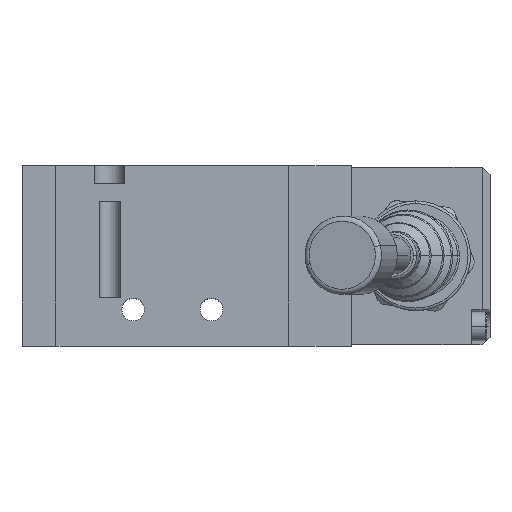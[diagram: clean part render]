
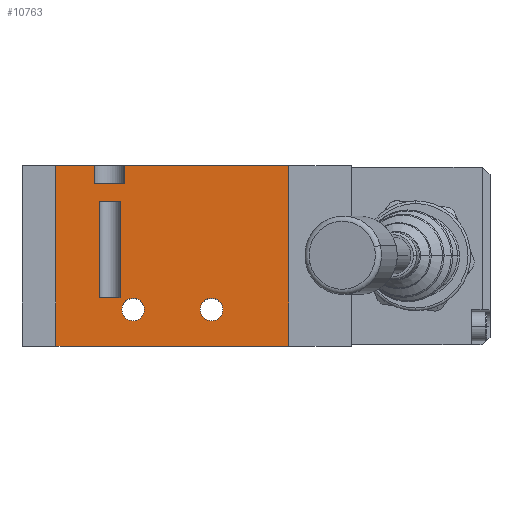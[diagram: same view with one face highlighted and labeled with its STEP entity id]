
A CAD part, top view. The second image highlights one B-rep face of the part: STEP entity #10763.
In plain terms, the highlighted planar face has unit normal (0, 0, 1).
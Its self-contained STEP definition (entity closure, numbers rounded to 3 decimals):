
#960 = FACE_BOUND ( 'NONE', #1296, .T. ) ;
#961 = FACE_BOUND ( 'NONE', #1297, .T. ) ;
#962 = FACE_OUTER_BOUND ( 'NONE', #1298, .T. ) ;
#963 = FACE_BOUND ( 'NONE', #1299, .T. ) ;
#1296 = EDGE_LOOP ( 'NONE', ( #6804, #6803 ) ) ;
#1297 = EDGE_LOOP ( 'NONE', ( #6802, #6801 ) ) ;
#1298 = EDGE_LOOP ( 'NONE', ( #6800, #6799, #6798, #6797, #6796, #6795, #6794, #6793 ) ) ;
#1299 = EDGE_LOOP ( 'NONE', ( #6792, #6791, #10239, #10240 ) ) ;
#1448 = AXIS2_PLACEMENT_3D ( 'NONE', #2365, #2366, #2367 ) ;
#1637 = AXIS2_PLACEMENT_3D ( 'NONE', #4046, #4047, #4048 ) ;
#1639 = AXIS2_PLACEMENT_3D ( 'NONE', #4056, #4057, #4058 ) ;
#1665 = AXIS2_PLACEMENT_3D ( 'NONE', #4182, #4183, #4184 ) ;
#1666 = AXIS2_PLACEMENT_3D ( 'NONE', #4185, #4186, #4187 ) ;
#2364 = PLANE ( 'NONE',  #1448 ) ;
#2365 = CARTESIAN_POINT ( 'NONE',  ( -22.25, -17.25, 11.5 ) ) ;
#2366 = DIRECTION ( 'NONE',  ( 0., 0., 1. ) ) ;
#2367 = DIRECTION ( 'NONE',  ( 1., 0., 0. ) ) ;
#3481 = CIRCLE ( 'NONE', #1637, 2.15 ) ;
#3487 = CIRCLE ( 'NONE', #1639, 2.15 ) ;
#3560 = CIRCLE ( 'NONE', #1665, 2.15 ) ;
#3561 = LINE ( 'NONE', #4188, #3563 ) ;
#3562 = CIRCLE ( 'NONE', #1666, 2.15 ) ;
#3563 = VECTOR ( 'NONE', #4189, 1000. ) ;
#3564 = LINE ( 'NONE', #4190, #3565 ) ;
#3565 = VECTOR ( 'NONE', #4191, 1000. ) ;
#3566 = LINE ( 'NONE', #4192, #3567 ) ;
#3567 = VECTOR ( 'NONE', #4193, 1000. ) ;
#3568 = LINE ( 'NONE', #4194, #3569 ) ;
#3569 = VECTOR ( 'NONE', #4195, 1000. ) ;
#3570 = LINE ( 'NONE', #4196, #3571 ) ;
#3571 = VECTOR ( 'NONE', #4197, 1000. ) ;
#3572 = LINE ( 'NONE', #4198, #3573 ) ;
#3573 = VECTOR ( 'NONE', #4199, 1000. ) ;
#3574 = LINE ( 'NONE', #4200, #3575 ) ;
#3575 = VECTOR ( 'NONE', #4201, 1000. ) ;
#3576 = LINE ( 'NONE', #4202, #3577 ) ;
#3577 = VECTOR ( 'NONE', #4203, 1000. ) ;
#3578 = LINE ( 'NONE', #4204, #3579 ) ;
#3579 = VECTOR ( 'NONE', #4205, 1000. ) ;
#3580 = LINE ( 'NONE', #4206, #3581 ) ;
#3581 = VECTOR ( 'NONE', #4207, 1000. ) ;
#3582 = LINE ( 'NONE', #4208, #3583 ) ;
#3583 = VECTOR ( 'NONE', #4209, 1000. ) ;
#3584 = LINE ( 'NONE', #4210, #3585 ) ;
#3585 = VECTOR ( 'NONE', #4211, 1000. ) ;
#4046 = CARTESIAN_POINT ( 'NONE',  ( -7.5, -10.25, 11.5 ) ) ;
#4047 = DIRECTION ( 'NONE',  ( 0., 0., -1. ) ) ;
#4048 = DIRECTION ( 'NONE',  ( -1., 0., 0. ) ) ;
#4056 = CARTESIAN_POINT ( 'NONE',  ( 7.5, -10.25, 11.5 ) ) ;
#4057 = DIRECTION ( 'NONE',  ( 0., 0., -1. ) ) ;
#4058 = DIRECTION ( 'NONE',  ( -1., 0., 0. ) ) ;
#4182 = CARTESIAN_POINT ( 'NONE',  ( -7.5, -10.25, 11.5 ) ) ;
#4183 = DIRECTION ( 'NONE',  ( 0., 0., -1. ) ) ;
#4184 = DIRECTION ( 'NONE',  ( -1., 0., 0. ) ) ;
#4185 = CARTESIAN_POINT ( 'NONE',  ( 7.5, -10.25, 11.5 ) ) ;
#4186 = DIRECTION ( 'NONE',  ( 0., 0., -1. ) ) ;
#4187 = DIRECTION ( 'NONE',  ( -1., 0., 0. ) ) ;
#4188 = CARTESIAN_POINT ( 'NONE',  ( -9.1, 13.75, 11.5 ) ) ;
#4189 = DIRECTION ( 'NONE',  ( 0., 1., 0. ) ) ;
#4190 = CARTESIAN_POINT ( 'NONE',  ( -14.9, 13.75, 11.5 ) ) ;
#4191 = DIRECTION ( 'NONE',  ( 1., 0., 0. ) ) ;
#4192 = CARTESIAN_POINT ( 'NONE',  ( -14.9, 13.75, 11.5 ) ) ;
#4193 = DIRECTION ( 'NONE',  ( 0., 1., 0. ) ) ;
#4194 = CARTESIAN_POINT ( 'NONE',  ( -22.25, 17.25, 11.5 ) ) ;
#4195 = DIRECTION ( 'NONE',  ( 1., 0., 0. ) ) ;
#4196 = CARTESIAN_POINT ( 'NONE',  ( -22.25, -17.25, 11.5 ) ) ;
#4197 = DIRECTION ( 'NONE',  ( 0., 1., 0. ) ) ;
#4198 = CARTESIAN_POINT ( 'NONE',  ( -22.25, -17.25, 11.5 ) ) ;
#4199 = DIRECTION ( 'NONE',  ( 1., 0., 0. ) ) ;
#4200 = CARTESIAN_POINT ( 'NONE',  ( 22.25, -17.25, 11.5 ) ) ;
#4201 = DIRECTION ( 'NONE',  ( 0., 1., 0. ) ) ;
#4202 = CARTESIAN_POINT ( 'NONE',  ( -22.25, 17.25, 11.5 ) ) ;
#4203 = DIRECTION ( 'NONE',  ( 1., 0., 0. ) ) ;
#4204 = CARTESIAN_POINT ( 'NONE',  ( -10., -8.05, 11.5 ) ) ;
#4205 = DIRECTION ( 'NONE',  ( 0., 1., 0. ) ) ;
#4206 = CARTESIAN_POINT ( 'NONE',  ( -10., -8.05, 11.5 ) ) ;
#4207 = DIRECTION ( 'NONE',  ( 1., 0., 0. ) ) ;
#4208 = CARTESIAN_POINT ( 'NONE',  ( -14., -8.05, 11.5 ) ) ;
#4209 = DIRECTION ( 'NONE',  ( 0., 1., 0. ) ) ;
#4210 = CARTESIAN_POINT ( 'NONE',  ( -10., 10.45, 11.5 ) ) ;
#4211 = DIRECTION ( 'NONE',  ( 1., 0., 0. ) ) ;
#6791 = ORIENTED_EDGE ( 'NONE', *, *, #11299, .F. ) ;
#6792 = ORIENTED_EDGE ( 'NONE', *, *, #11298, .F. ) ;
#6793 = ORIENTED_EDGE ( 'NONE', *, *, #11297, .F. ) ;
#6794 = ORIENTED_EDGE ( 'NONE', *, *, #11296, .T. ) ;
#6795 = ORIENTED_EDGE ( 'NONE', *, *, #11295, .T. ) ;
#6796 = ORIENTED_EDGE ( 'NONE', *, *, #11294, .F. ) ;
#6797 = ORIENTED_EDGE ( 'NONE', *, *, #11293, .F. ) ;
#6798 = ORIENTED_EDGE ( 'NONE', *, *, #11292, .T. ) ;
#6799 = ORIENTED_EDGE ( 'NONE', *, *, #11291, .F. ) ;
#6800 = ORIENTED_EDGE ( 'NONE', *, *, #11290, .F. ) ;
#6801 = ORIENTED_EDGE ( 'NONE', *, *, #11238, .T. ) ;
#6802 = ORIENTED_EDGE ( 'NONE', *, *, #11289, .T. ) ;
#6803 = ORIENTED_EDGE ( 'NONE', *, *, #11234, .T. ) ;
#6804 = ORIENTED_EDGE ( 'NONE', *, *, #11288, .T. ) ;
#9479 = VERTEX_POINT ( 'NONE', #12382 ) ;
#9480 = VERTEX_POINT ( 'NONE', #12383 ) ;
#9483 = VERTEX_POINT ( 'NONE', #12386 ) ;
#9484 = VERTEX_POINT ( 'NONE', #12387 ) ;
#9531 = VERTEX_POINT ( 'NONE', #12434 ) ;
#9532 = VERTEX_POINT ( 'NONE', #12435 ) ;
#9533 = VERTEX_POINT ( 'NONE', #12436 ) ;
#9534 = VERTEX_POINT ( 'NONE', #12437 ) ;
#9535 = VERTEX_POINT ( 'NONE', #12438 ) ;
#9536 = VERTEX_POINT ( 'NONE', #12439 ) ;
#9537 = VERTEX_POINT ( 'NONE', #12440 ) ;
#9538 = VERTEX_POINT ( 'NONE', #12441 ) ;
#9539 = VERTEX_POINT ( 'NONE', #12442 ) ;
#9540 = VERTEX_POINT ( 'NONE', #12443 ) ;
#9541 = VERTEX_POINT ( 'NONE', #12444 ) ;
#9542 = VERTEX_POINT ( 'NONE', #12445 ) ;
#10239 = ORIENTED_EDGE ( 'NONE', *, *, #11300, .T. ) ;
#10240 = ORIENTED_EDGE ( 'NONE', *, *, #11301, .T. ) ;
#10763 = ADVANCED_FACE ( 'NONE', ( #960, #961, #962, #963 ), #2364, .T. ) ;
#11234 = EDGE_CURVE ( 'NONE', #9479, #9480, #3481, .T. ) ;
#11238 = EDGE_CURVE ( 'NONE', #9483, #9484, #3487, .T. ) ;
#11288 = EDGE_CURVE ( 'NONE', #9480, #9479, #3560, .T. ) ;
#11289 = EDGE_CURVE ( 'NONE', #9484, #9483, #3562, .T. ) ;
#11290 = EDGE_CURVE ( 'NONE', #9531, #9532, #3561, .T. ) ;
#11291 = EDGE_CURVE ( 'NONE', #9533, #9531, #3564, .T. ) ;
#11292 = EDGE_CURVE ( 'NONE', #9533, #9534, #3566, .T. ) ;
#11293 = EDGE_CURVE ( 'NONE', #9535, #9534, #3568, .T. ) ;
#11294 = EDGE_CURVE ( 'NONE', #9536, #9535, #3570, .T. ) ;
#11295 = EDGE_CURVE ( 'NONE', #9536, #9537, #3572, .T. ) ;
#11296 = EDGE_CURVE ( 'NONE', #9537, #9538, #3574, .T. ) ;
#11297 = EDGE_CURVE ( 'NONE', #9532, #9538, #3576, .T. ) ;
#11298 = EDGE_CURVE ( 'NONE', #9539, #9540, #3578, .T. ) ;
#11299 = EDGE_CURVE ( 'NONE', #9541, #9539, #3580, .T. ) ;
#11300 = EDGE_CURVE ( 'NONE', #9541, #9542, #3582, .T. ) ;
#11301 = EDGE_CURVE ( 'NONE', #9542, #9540, #3584, .T. ) ;
#12382 = CARTESIAN_POINT ( 'NONE',  ( -5.35, -10.25, 11.5 ) ) ;
#12383 = CARTESIAN_POINT ( 'NONE',  ( -9.65, -10.25, 11.5 ) ) ;
#12386 = CARTESIAN_POINT ( 'NONE',  ( 9.65, -10.25, 11.5 ) ) ;
#12387 = CARTESIAN_POINT ( 'NONE',  ( 5.35, -10.25, 11.5 ) ) ;
#12434 = CARTESIAN_POINT ( 'NONE',  ( -9.1, 13.75, 11.5 ) ) ;
#12435 = CARTESIAN_POINT ( 'NONE',  ( -9.1, 17.25, 11.5 ) ) ;
#12436 = CARTESIAN_POINT ( 'NONE',  ( -14.9, 13.75, 11.5 ) ) ;
#12437 = CARTESIAN_POINT ( 'NONE',  ( -14.9, 17.25, 11.5 ) ) ;
#12438 = CARTESIAN_POINT ( 'NONE',  ( -22.25, 17.25, 11.5 ) ) ;
#12439 = CARTESIAN_POINT ( 'NONE',  ( -22.25, -17.25, 11.5 ) ) ;
#12440 = CARTESIAN_POINT ( 'NONE',  ( 22.25, -17.25, 11.5 ) ) ;
#12441 = CARTESIAN_POINT ( 'NONE',  ( 22.25, 17.25, 11.5 ) ) ;
#12442 = CARTESIAN_POINT ( 'NONE',  ( -10., -8.05, 11.5 ) ) ;
#12443 = CARTESIAN_POINT ( 'NONE',  ( -10., 10.45, 11.5 ) ) ;
#12444 = CARTESIAN_POINT ( 'NONE',  ( -14., -8.05, 11.5 ) ) ;
#12445 = CARTESIAN_POINT ( 'NONE',  ( -14., 10.45, 11.5 ) ) ;
